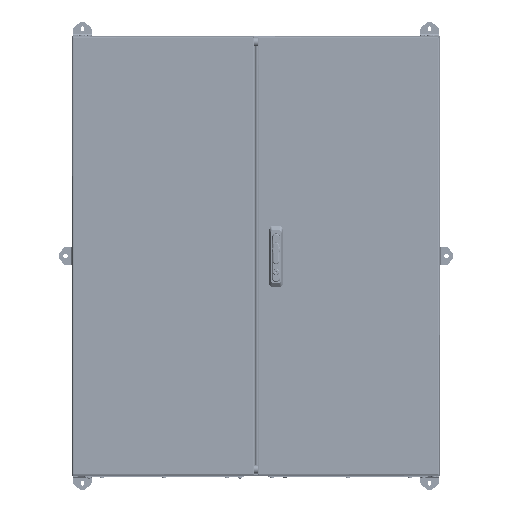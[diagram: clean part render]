
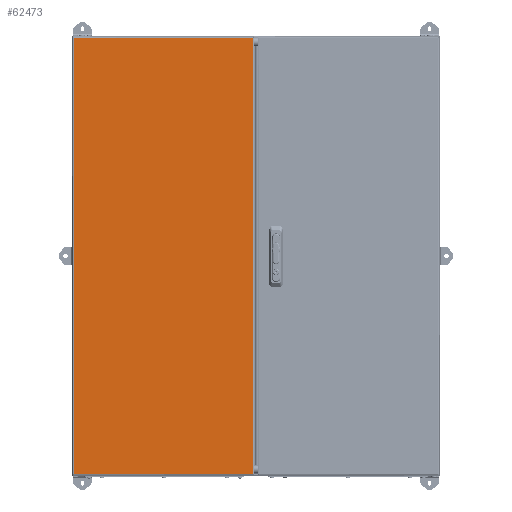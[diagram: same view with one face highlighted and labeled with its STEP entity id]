
A CAD part, top view. The second image highlights one B-rep face of the part: STEP entity #62473.
In plain terms, the highlighted planar face has unit normal (0, 0, 1).
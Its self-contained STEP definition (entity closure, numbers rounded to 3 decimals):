
#3562 = FACE_OUTER_BOUND ( 'NONE', #81339, .T. ) ;
#6282 = VECTOR ( 'NONE', #43234, 1000. ) ;
#11616 = EDGE_CURVE ( 'NONE', #30990, #84828, #44033, .T. ) ;
#14517 = ORIENTED_EDGE ( 'NONE', *, *, #88173, .T. ) ;
#15563 = CARTESIAN_POINT ( 'NONE',  ( -245.293, -594.5, 0. ) ) ;
#17701 = CARTESIAN_POINT ( 'NONE',  ( 244.5, 594.5, 0. ) ) ;
#28337 = CARTESIAN_POINT ( 'NONE',  ( 244.5, -595.293, 0. ) ) ;
#29628 = VERTEX_POINT ( 'NONE', #48317 ) ;
#30990 = VERTEX_POINT ( 'NONE', #104372 ) ;
#32808 = AXIS2_PLACEMENT_3D ( 'NONE', #65710, #103693, #77129 ) ;
#39123 = PLANE ( 'NONE',  #32808 ) ;
#43234 = DIRECTION ( 'NONE',  ( 1., 0., 0. ) ) ;
#44033 = LINE ( 'NONE', #28337, #81804 ) ;
#44073 = VERTEX_POINT ( 'NONE', #95423 ) ;
#46663 = DIRECTION ( 'NONE',  ( -1., 0., 0. ) ) ;
#48317 = CARTESIAN_POINT ( 'NONE',  ( -244.5, -594.5, 0. ) ) ;
#54170 = ORIENTED_EDGE ( 'NONE', *, *, #68447, .T. ) ;
#55472 = DIRECTION ( 'NONE',  ( 0., 1., 0. ) ) ;
#62473 = ADVANCED_FACE ( 'NONE', ( #3562 ), #39123, .T. ) ;
#65710 = CARTESIAN_POINT ( 'NONE',  ( 0., 0., 0. ) ) ;
#67027 = VECTOR ( 'NONE', #76241, 1000. ) ;
#68447 = EDGE_CURVE ( 'NONE', #84828, #44073, #84033, .T. ) ;
#73833 = CARTESIAN_POINT ( 'NONE',  ( 245.293, 594.5, 0. ) ) ;
#74468 = CARTESIAN_POINT ( 'NONE',  ( -244.5, 595.293, 0. ) ) ;
#74492 = EDGE_CURVE ( 'NONE', #29628, #30990, #98151, .T. ) ;
#76241 = DIRECTION ( 'NONE',  ( 0., -1., 0. ) ) ;
#77129 = DIRECTION ( 'NONE',  ( 1., 0., 0. ) ) ;
#77259 = ORIENTED_EDGE ( 'NONE', *, *, #11616, .T. ) ;
#78413 = ORIENTED_EDGE ( 'NONE', *, *, #74492, .T. ) ;
#80731 = VECTOR ( 'NONE', #46663, 1000. ) ;
#81339 = EDGE_LOOP ( 'NONE', ( #54170, #14517, #78413, #77259 ) ) ;
#81804 = VECTOR ( 'NONE', #55472, 1000. ) ;
#84033 = LINE ( 'NONE', #73833, #80731 ) ;
#84828 = VERTEX_POINT ( 'NONE', #17701 ) ;
#88173 = EDGE_CURVE ( 'NONE', #44073, #29628, #103423, .T. ) ;
#95423 = CARTESIAN_POINT ( 'NONE',  ( -244.5, 594.5, 0. ) ) ;
#98151 = LINE ( 'NONE', #15563, #6282 ) ;
#103423 = LINE ( 'NONE', #74468, #67027 ) ;
#103693 = DIRECTION ( 'NONE',  ( 0., 0., 1. ) ) ;
#104372 = CARTESIAN_POINT ( 'NONE',  ( 244.5, -594.5, 0. ) ) ;
